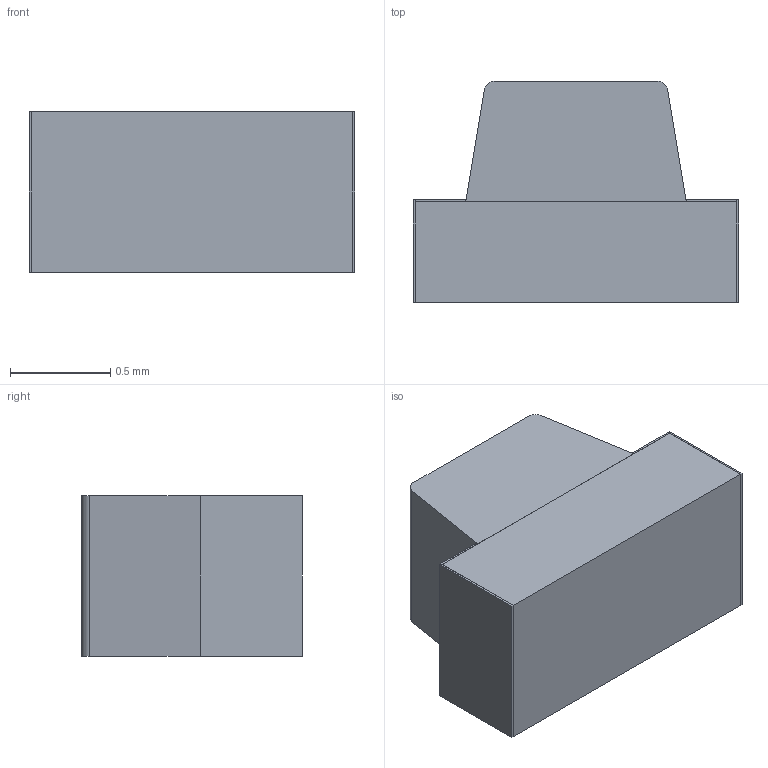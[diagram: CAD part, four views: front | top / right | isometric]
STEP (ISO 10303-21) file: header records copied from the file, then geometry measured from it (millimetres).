
FILE_DESCRIPTION (( 'STEP AP214' ), '1' );
FILE_NAME ('User Library-led0603_GRE.STEP', '2012-06-03T04:32:16', ( 'sysAdmin' ), ( 'SolidWorks' ), 'SwSTEP 2.0', 'SolidWorks 2012', '' );
FILE_SCHEMA (( 'AUTOMOTIVE_DESIGN' ));
Length unit declared in the file: millimetre
Products named in the file (1): User Library-led0603_GRE
Bounding box: 1.62 x 1.1 x 0.8 mm (x, y, z)
Volume: 1.1 mm3; surface area: 11.5 mm2
Topology: 7 solids, 7 shells, 48 faces, 98 edges, 64 vertices
Faces by surface type: plane 42, cylinder 6
Entity records: 1454 total; most frequent: CARTESIAN_POINT 223, DIRECTION 196, ORIENTED_EDGE 196, EDGE_CURVE 98, LINE 90, VECTOR 90, VERTEX_POINT 64, AXIS2_PLACEMENT_3D 53
